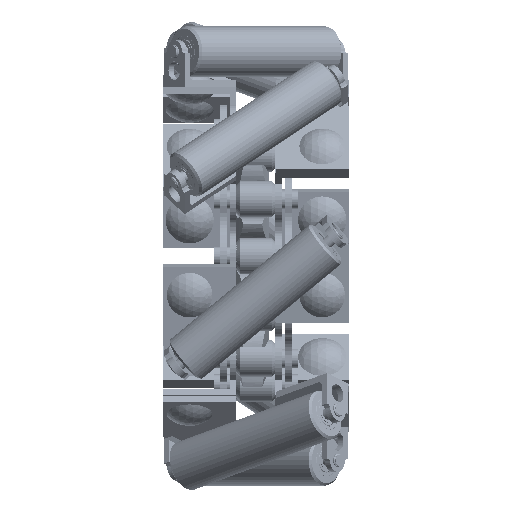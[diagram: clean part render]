
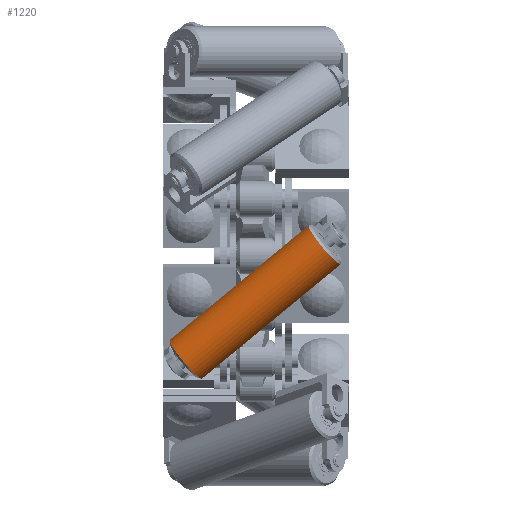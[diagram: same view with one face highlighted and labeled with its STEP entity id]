
A CAD part, left-side view. The second image highlights one B-rep face of the part: STEP entity #1220.
In plain terms, the highlighted cylindrical face has radius 11 mm (diameter 22 mm), a partial arc.
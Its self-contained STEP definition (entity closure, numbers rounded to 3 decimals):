
#1220=ADVANCED_FACE('26:3724',(#2155),#2156,.T.);
#2155=FACE_OUTER_BOUND('',#3144,.T.);
#2156=CYLINDRICAL_SURFACE('',#3145,11.0);
#3144=EDGE_LOOP('',(#4169,#4170,#4171,#4172));
#3145=AXIS2_PLACEMENT_3D('',#4173,#4174,#4175);
#4169=ORIENTED_EDGE('',*,*,#6655,.T.);
#4170=ORIENTED_EDGE('',*,*,#6656,.F.);
#4171=ORIENTED_EDGE('',*,*,#6657,.T.);
#4172=ORIENTED_EDGE('',*,*,#6658,.F.);
#4173=CARTESIAN_POINT('',(40.66,0.014,29.7));
#4174=DIRECTION('',(-1.,0.,0.));
#4175=DIRECTION('',(0.,1.,0.));
#6655=EDGE_CURVE('',#7755,#7756,#7757,.T.);
#6656=EDGE_CURVE('',#7758,#7756,#7759,.T.);
#6657=EDGE_CURVE('',#7758,#7760,#7761,.T.);
#6658=EDGE_CURVE('52:1336',#7755,#7760,#7762,.T.);
#7755=VERTEX_POINT('',#9479);
#7756=VERTEX_POINT('',#9480);
#7757=LINE('',#9481,#9482);
#7758=VERTEX_POINT('',#9483);
#7759=CIRCLE('',#9484,11.0);
#7760=VERTEX_POINT('',#9485);
#7761=LINE('',#9486,#9487);
#7762=CIRCLE('',#9488,11.0);
#9479=CARTESIAN_POINT('',(39.656,11.014,29.7));
#9480=CARTESIAN_POINT('',(-39.664,10.986,29.7));
#9481=CARTESIAN_POINT('',(-0.004,11.,29.7));
#9482=VECTOR('',#11967,1.0);
#9483=CARTESIAN_POINT('',(-39.656,-11.014,29.7));
#9484=AXIS2_PLACEMENT_3D('',#11968,#11969,#11970);
#9485=CARTESIAN_POINT('',(39.664,-10.986,29.7));
#9486=CARTESIAN_POINT('',(0.004,-11.,29.7));
#9487=VECTOR('',#11971,1.0);
#9488=AXIS2_PLACEMENT_3D('',#11972,#11973,#11974);
#11967=DIRECTION('',(-1.,0.,0.));
#11968=CARTESIAN_POINT('',(-39.66,-0.014,29.7));
#11969=DIRECTION('',(-1.,0.,0.));
#11970=DIRECTION('',(0.,-1.,0.));
#11971=DIRECTION('',(1.,0.,0.));
#11972=CARTESIAN_POINT('',(39.66,0.014,29.7));
#11973=DIRECTION('',(1.,0.,0.));
#11974=DIRECTION('',(0.,-1.,0.));
